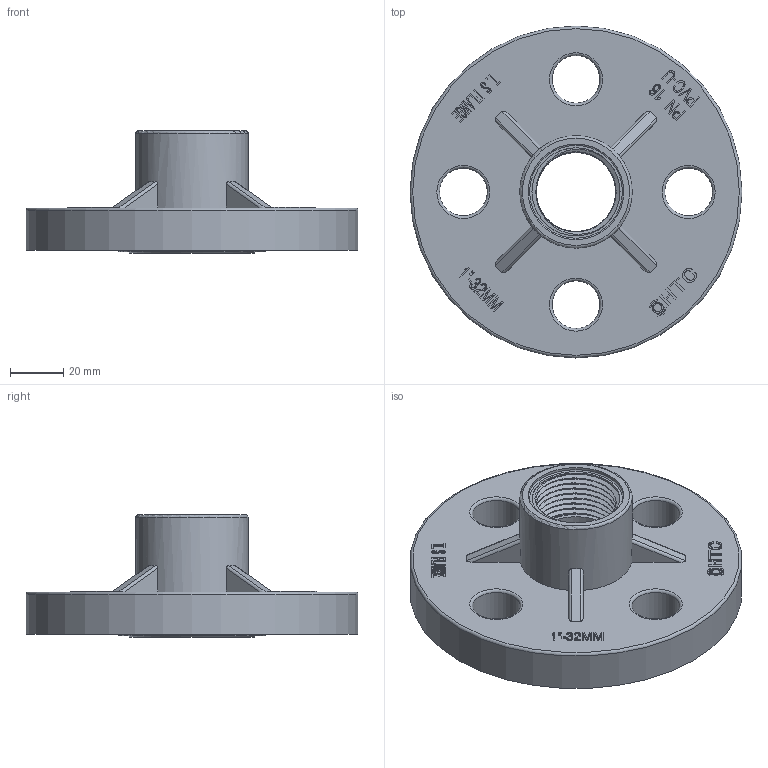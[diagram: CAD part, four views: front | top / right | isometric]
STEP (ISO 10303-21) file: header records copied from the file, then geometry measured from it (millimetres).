
FILE_DESCRIPTION(/* description */ (''),/* implementation_level */ '2;1');
FILE_NAME(/* name */ '32固定法兰新.stp',/* time_stamp */ '2025-03-13T08:15:10+08:00',/* author */ (''),/* organization */ (''),/* preprocessor_version */ 'ST-DEVELOPER v16',/* originating_system */ 'SIEMENS PLM Software NX 10.0',/* authorisation */ '');
FILE_SCHEMA (('AUTOMOTIVE_DESIGN { 1 0 10303 214 3 1 1 1 }'));
Length unit declared in the file: millimetre
Products named in the file (1): gelv1160A6EC1cdh
Bounding box: 125.2 x 125.2 x 46.1 mm (x, y, z)
Volume: 138112.1 mm3; surface area: 50824.7 mm2
Topology: 1 solids, 1 shells, 476 faces, 1279 edges, 849 vertices
Faces by surface type: plane 275, extrusion 113, cylinder 72, torus 8, cone 6, bspline 2
Full cylindrical faces by diameter (mm): 3.108 x1, 4.144 x1, 18 x4, 29.8 x1, 33.249 x8, 36 x1, 42.4 x1, 125.2 x1
Entity records: 17620 total; most frequent: CARTESIAN_POINT 6573, ORIENTED_EDGE 2440, DIRECTION 1834, EDGE_CURVE 1220, VECTOR 828, VERTEX_POINT 823, LINE 715, EDGE_LOOP 547
